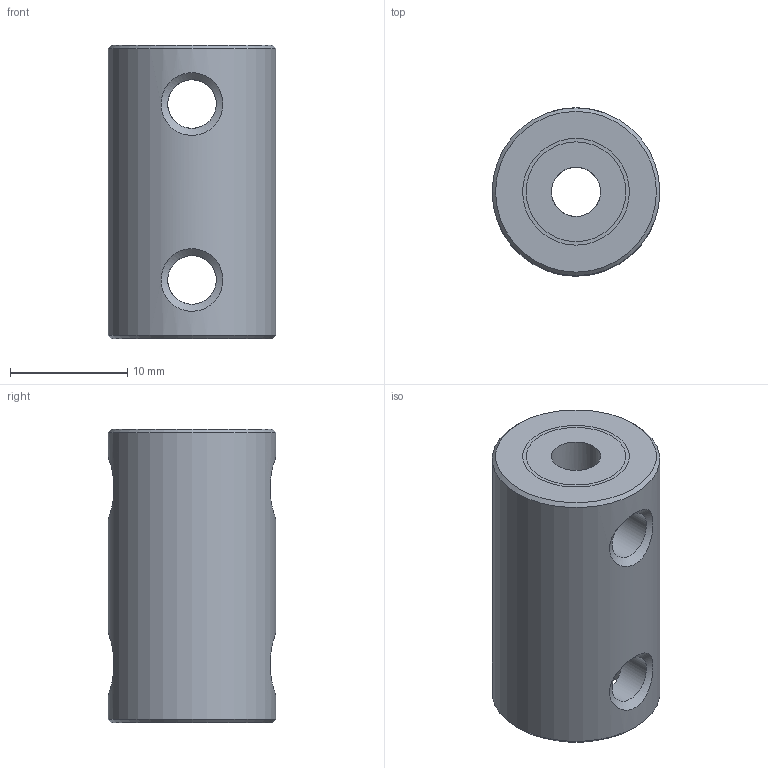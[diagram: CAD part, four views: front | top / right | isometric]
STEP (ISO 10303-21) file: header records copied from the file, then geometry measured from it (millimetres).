
FILE_DESCRIPTION(/* description */ ('STEP AP203'),/* implementation_level */ '2;1');
FILE_NAME(/* name */ 'ftulka.stp',/* time_stamp */ '2025-10-13T19:24:36+03:00',/* author */ ('I9232'),/* organization */ ('UNSPECIFIED'),/* preprocessor_version */ 'ST-DEVELOPER v19.2',/* originating_system */ 'Autodesk Inventor 2023',/* authorisation */ '');
FILE_SCHEMA (('AUTOMOTIVE_DESIGN { 1 0 10303 214 3 1 1 }'));
Length unit declared in the file: millimetre
Products named in the file (1): ftulka
Bounding box: 14.3 x 14.3 x 25 mm (x, y, z)
Volume: 2944 mm3; surface area: 1980.9 mm2
Topology: 1 solids, 1 shells, 20 faces, 68 edges, 57 vertices
Faces by surface type: cylinder 7, plane 5, bspline 4, torus 2, cone 2
Full cylindrical faces by diameter (mm): 4.134 x4, 4.2 x1, 8.2 x1, 14.3 x1
Entity records: 2717 total; most frequent: CARTESIAN_POINT 2120, DIRECTION 105, ORIENTED_EDGE 96, EDGE_CURVE 48, AXIS2_PLACEMENT_3D 48, EDGE_LOOP 33, VERTEX_POINT 33, CIRCLE 31
